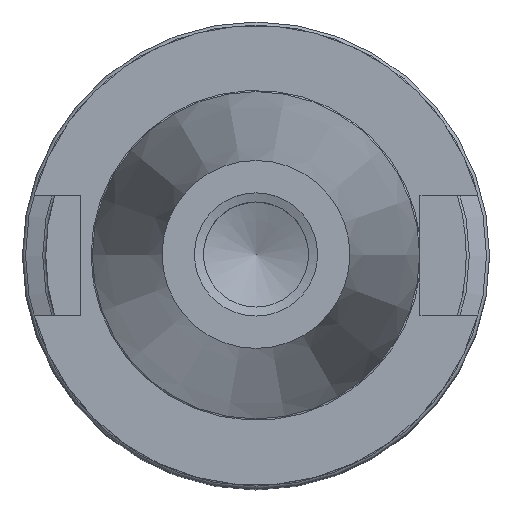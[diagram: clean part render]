
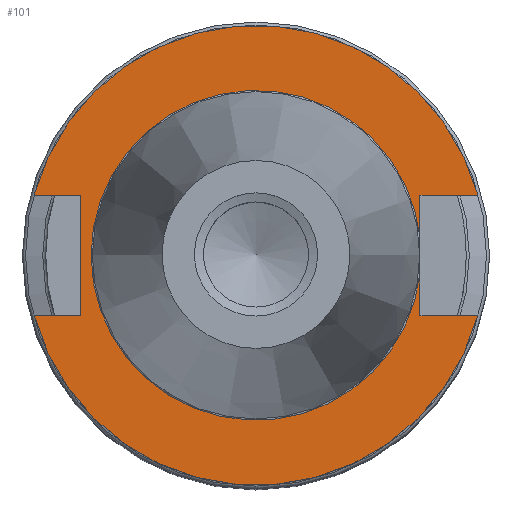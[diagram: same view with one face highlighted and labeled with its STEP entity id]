
A CAD part, top view. The second image highlights one B-rep face of the part: STEP entity #101.
In plain terms, the highlighted planar face has unit normal (0, 0, 1).
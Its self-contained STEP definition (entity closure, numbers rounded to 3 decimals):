
#101=ADVANCED_FACE('',(#159),#139,.F.);
#139=PLANE('',#703);
#159=FACE_OUTER_BOUND('',#185,.T.);
#185=EDGE_LOOP('',(#290,#291,#292,#293,#294,#295,#296,#297,#298,#299));
#237=CIRCLE('',#693,49.2);
#239=CIRCLE('',#696,49.2);
#243=CIRCLE('',#702,35.3);
#290=ORIENTED_EDGE('',*,*,#521,.F.);
#291=ORIENTED_EDGE('',*,*,#505,.F.);
#292=ORIENTED_EDGE('',*,*,#522,.T.);
#293=ORIENTED_EDGE('',*,*,#510,.F.);
#294=ORIENTED_EDGE('',*,*,#523,.F.);
#295=ORIENTED_EDGE('',*,*,#524,.T.);
#296=ORIENTED_EDGE('',*,*,#525,.T.);
#297=ORIENTED_EDGE('',*,*,#526,.T.);
#298=ORIENTED_EDGE('',*,*,#527,.T.);
#299=ORIENTED_EDGE('',*,*,#514,.F.);
#444=VERTEX_POINT('',#980);
#445=VERTEX_POINT('',#981);
#449=VERTEX_POINT('',#990);
#450=VERTEX_POINT('',#992);
#452=VERTEX_POINT('',#998);
#454=VERTEX_POINT('',#1001);
#460=VERTEX_POINT('',#1018);
#461=VERTEX_POINT('',#1020);
#462=VERTEX_POINT('',#1022);
#463=VERTEX_POINT('',#1024);
#505=EDGE_CURVE('',#444,#445,#588,.T.);
#510=EDGE_CURVE('',#449,#450,#237,.T.);
#514=EDGE_CURVE('',#452,#454,#239,.T.);
#521=EDGE_CURVE('',#445,#452,#598,.T.);
#522=EDGE_CURVE('',#444,#450,#599,.T.);
#523=EDGE_CURVE('',#460,#449,#600,.T.);
#524=EDGE_CURVE('',#460,#461,#601,.T.);
#525=EDGE_CURVE('',#461,#462,#243,.T.);
#526=EDGE_CURVE('',#462,#463,#602,.T.);
#527=EDGE_CURVE('',#463,#454,#603,.T.);
#588=LINE('',#979,#629);
#598=LINE('',#1015,#639);
#599=LINE('',#1016,#640);
#600=LINE('',#1017,#641);
#601=LINE('',#1019,#642);
#602=LINE('',#1023,#643);
#603=LINE('',#1025,#644);
#629=VECTOR('',#781,1.);
#639=VECTOR('',#811,1.);
#640=VECTOR('',#812,1.);
#641=VECTOR('',#813,1.);
#642=VECTOR('',#814,1.);
#643=VECTOR('',#817,1.);
#644=VECTOR('',#818,1.);
#693=AXIS2_PLACEMENT_3D('',#991,#788,#789);
#696=AXIS2_PLACEMENT_3D('',#1000,#796,#797);
#702=AXIS2_PLACEMENT_3D('',#1021,#815,#816);
#703=AXIS2_PLACEMENT_3D('',#1026,#819,#820);
#781=DIRECTION('',(0.,1.,0.));
#788=DIRECTION('',(0.,0.,-1.));
#789=DIRECTION('',(-1.,0.,0.));
#796=DIRECTION('',(0.,0.,-1.));
#797=DIRECTION('',(-1.,0.,0.));
#811=DIRECTION('',(-1.,0.,0.));
#812=DIRECTION('',(-1.,0.,0.));
#813=DIRECTION('',(1.,0.,0.));
#814=DIRECTION('',(0.,1.,0.));
#815=DIRECTION('',(0.,0.,-1.));
#816=DIRECTION('',(-1.,0.,0.));
#817=DIRECTION('',(0.,1.,0.));
#818=DIRECTION('',(1.,0.,0.));
#819=DIRECTION('',(0.,0.,-1.));
#820=DIRECTION('',(-1.,0.,0.));
#979=CARTESIAN_POINT('',(-37.5,34.7,-3.18));
#980=CARTESIAN_POINT('',(-37.5,-12.903,-3.18));
#981=CARTESIAN_POINT('',(-37.5,12.903,-3.18));
#990=CARTESIAN_POINT('',(47.478,-12.903,-3.18));
#991=CARTESIAN_POINT('',(0.,0.,-3.18));
#992=CARTESIAN_POINT('',(-47.478,-12.903,-3.18));
#998=CARTESIAN_POINT('',(-47.478,12.903,-3.18));
#1000=CARTESIAN_POINT('',(0.,0.,-3.18));
#1001=CARTESIAN_POINT('',(47.478,12.903,-3.18));
#1015=CARTESIAN_POINT('',(0.,12.903,-3.18));
#1016=CARTESIAN_POINT('',(-59.2,-12.903,-3.18));
#1017=CARTESIAN_POINT('',(0.,-12.903,-3.18));
#1018=CARTESIAN_POINT('',(35.1,-12.903,-3.18));
#1019=CARTESIAN_POINT('',(35.1,34.7,-3.18));
#1020=CARTESIAN_POINT('',(35.1,-3.752,-3.18));
#1021=CARTESIAN_POINT('',(0.,0.,-3.18));
#1022=CARTESIAN_POINT('',(35.1,3.752,-3.18));
#1023=CARTESIAN_POINT('',(35.1,34.7,-3.18));
#1024=CARTESIAN_POINT('',(35.1,12.903,-3.18));
#1025=CARTESIAN_POINT('',(59.2,12.903,-3.18));
#1026=CARTESIAN_POINT('',(0.,34.7,-3.18));
